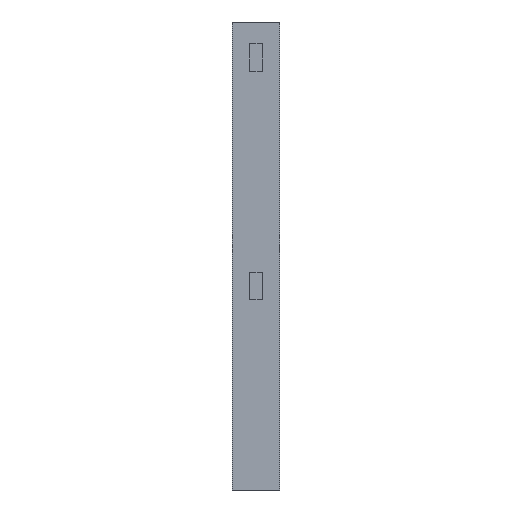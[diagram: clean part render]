
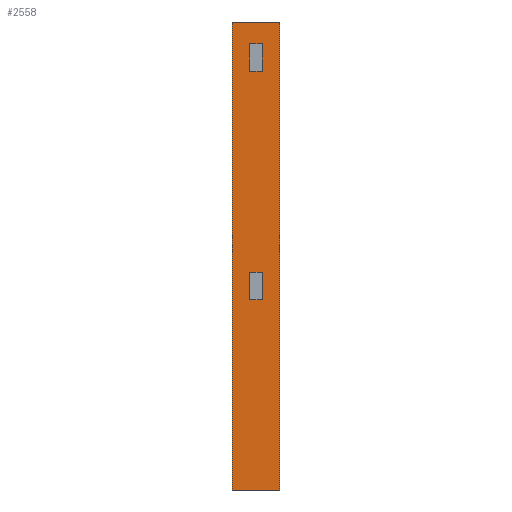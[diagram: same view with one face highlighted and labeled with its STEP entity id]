
A CAD part, left-side view. The second image highlights one B-rep face of the part: STEP entity #2558.
In plain terms, the highlighted planar face has unit normal (-1, 0, 0).
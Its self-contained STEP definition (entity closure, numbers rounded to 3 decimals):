
#28 = DIRECTION ( 'NONE',  ( 0., 0., 1. ) ) ;
#38 = ORIENTED_EDGE ( 'NONE', *, *, #845, .T. ) ;
#40 = DIRECTION ( 'NONE',  ( 0., 0., 1. ) ) ;
#73 = VECTOR ( 'NONE', #878, 1000. ) ;
#84 = LINE ( 'NONE', #1859, #73 ) ;
#97 = DIRECTION ( 'NONE',  ( 0., 0., 1. ) ) ;
#106 = FACE_BOUND ( 'NONE', #1757, .T. ) ;
#144 = LINE ( 'NONE', #1742, #1613 ) ;
#154 = CARTESIAN_POINT ( 'NONE',  ( -45., -1.3, 40.45 ) ) ;
#228 = LINE ( 'NONE', #477, #2516 ) ;
#249 = VECTOR ( 'NONE', #2204, 1000. ) ;
#276 = CARTESIAN_POINT ( 'NONE',  ( -45., 5., 45. ) ) ;
#286 = VERTEX_POINT ( 'NONE', #287 ) ;
#287 = CARTESIAN_POINT ( 'NONE',  ( -45., 1.3, 34.55 ) ) ;
#378 = VECTOR ( 'NONE', #1517, 1000. ) ;
#437 = CARTESIAN_POINT ( 'NONE',  ( -45., 1.3, -7.886 ) ) ;
#453 = VERTEX_POINT ( 'NONE', #2528 ) ;
#476 = LINE ( 'NONE', #2433, #956 ) ;
#477 = CARTESIAN_POINT ( 'NONE',  ( -45., -1.3, -13.786 ) ) ;
#532 = ORIENTED_EDGE ( 'NONE', *, *, #2008, .F. ) ;
#548 = LINE ( 'NONE', #1971, #1578 ) ;
#562 = EDGE_CURVE ( 'NONE', #286, #1690, #2203, .T. ) ;
#621 = CARTESIAN_POINT ( 'NONE',  ( -45., 1.3, 40.45 ) ) ;
#632 = AXIS2_PLACEMENT_3D ( 'NONE', #1288, #1329, #1303 ) ;
#634 = ORIENTED_EDGE ( 'NONE', *, *, #1632, .F. ) ;
#694 = EDGE_CURVE ( 'NONE', #1690, #1141, #84, .T. ) ;
#789 = EDGE_CURVE ( 'NONE', #2409, #286, #548, .T. ) ;
#809 = LINE ( 'NONE', #2190, #2331 ) ;
#815 = CARTESIAN_POINT ( 'NONE',  ( -45., -5., 45. ) ) ;
#829 = EDGE_CURVE ( 'NONE', #453, #1023, #144, .T. ) ;
#833 = LINE ( 'NONE', #1264, #1667 ) ;
#836 = EDGE_LOOP ( 'NONE', ( #2340, #895, #532, #634 ) ) ;
#845 = EDGE_CURVE ( 'NONE', #1141, #2409, #2333, .T. ) ;
#878 = DIRECTION ( 'NONE',  ( 0., -1., 0. ) ) ;
#885 = CARTESIAN_POINT ( 'NONE',  ( -45., -5., -54. ) ) ;
#895 = ORIENTED_EDGE ( 'NONE', *, *, #1964, .F. ) ;
#932 = ORIENTED_EDGE ( 'NONE', *, *, #694, .T. ) ;
#934 = EDGE_CURVE ( 'NONE', #2523, #1469, #809, .T. ) ;
#956 = VECTOR ( 'NONE', #97, 1000. ) ;
#1017 = DIRECTION ( 'NONE',  ( 0., 1., 0. ) ) ;
#1021 = DIRECTION ( 'NONE',  ( 0., -1., 0. ) ) ;
#1023 = VERTEX_POINT ( 'NONE', #1411 ) ;
#1099 = CARTESIAN_POINT ( 'NONE',  ( -45., -1.3, -7.886 ) ) ;
#1119 = CARTESIAN_POINT ( 'NONE',  ( -45., 5., -54. ) ) ;
#1141 = VERTEX_POINT ( 'NONE', #1473 ) ;
#1142 = DIRECTION ( 'NONE',  ( 0., 1., 0. ) ) ;
#1143 = EDGE_CURVE ( 'NONE', #1469, #2398, #476, .T. ) ;
#1189 = ORIENTED_EDGE ( 'NONE', *, *, #934, .F. ) ;
#1213 = CARTESIAN_POINT ( 'NONE',  ( -45., -1.3, 34.55 ) ) ;
#1224 = LINE ( 'NONE', #437, #1337 ) ;
#1257 = VERTEX_POINT ( 'NONE', #1099 ) ;
#1264 = CARTESIAN_POINT ( 'NONE',  ( -45., -5., -70. ) ) ;
#1288 = CARTESIAN_POINT ( 'NONE',  ( -45., 5., -70. ) ) ;
#1303 = DIRECTION ( 'NONE',  ( 0., 0., -1. ) ) ;
#1321 = DIRECTION ( 'NONE',  ( 0., 0., -1. ) ) ;
#1326 = VECTOR ( 'NONE', #1414, 1000. ) ;
#1329 = DIRECTION ( 'NONE',  ( 1., 0., 0. ) ) ;
#1337 = VECTOR ( 'NONE', #1631, 1000. ) ;
#1354 = ORIENTED_EDGE ( 'NONE', *, *, #562, .T. ) ;
#1392 = CARTESIAN_POINT ( 'NONE',  ( -45., 1.3, -13.786 ) ) ;
#1411 = CARTESIAN_POINT ( 'NONE',  ( -45., 1.3, -13.786 ) ) ;
#1414 = DIRECTION ( 'NONE',  ( 0., 0., 1. ) ) ;
#1469 = VERTEX_POINT ( 'NONE', #1119 ) ;
#1473 = CARTESIAN_POINT ( 'NONE',  ( -45., -1.3, 40.45 ) ) ;
#1500 = CARTESIAN_POINT ( 'NONE',  ( -45., -1.3, -13.786 ) ) ;
#1517 = DIRECTION ( 'NONE',  ( 0., 0., -1. ) ) ;
#1578 = VECTOR ( 'NONE', #1142, 1000. ) ;
#1594 = EDGE_LOOP ( 'NONE', ( #1189, #1738, #2145, #1882 ) ) ;
#1613 = VECTOR ( 'NONE', #1321, 1000. ) ;
#1631 = DIRECTION ( 'NONE',  ( 0., 1., 0. ) ) ;
#1632 = EDGE_CURVE ( 'NONE', #1023, #2248, #1763, .T. ) ;
#1667 = VECTOR ( 'NONE', #28, 1000. ) ;
#1690 = VERTEX_POINT ( 'NONE', #1987 ) ;
#1738 = ORIENTED_EDGE ( 'NONE', *, *, #2019, .T. ) ;
#1742 = CARTESIAN_POINT ( 'NONE',  ( -45., 1.3, -13.786 ) ) ;
#1757 = EDGE_LOOP ( 'NONE', ( #2317, #1354, #932, #38 ) ) ;
#1763 = LINE ( 'NONE', #1392, #249 ) ;
#1810 = EDGE_CURVE ( 'NONE', #2398, #2432, #2464, .T. ) ;
#1848 = CARTESIAN_POINT ( 'NONE',  ( -45., 5., 45. ) ) ;
#1859 = CARTESIAN_POINT ( 'NONE',  ( -45., 1.3, 40.45 ) ) ;
#1882 = ORIENTED_EDGE ( 'NONE', *, *, #1143, .F. ) ;
#1925 = FACE_BOUND ( 'NONE', #836, .T. ) ;
#1964 = EDGE_CURVE ( 'NONE', #1257, #453, #1224, .T. ) ;
#1969 = VECTOR ( 'NONE', #1021, 1000. ) ;
#1971 = CARTESIAN_POINT ( 'NONE',  ( -45., 1.3, 34.55 ) ) ;
#1987 = CARTESIAN_POINT ( 'NONE',  ( -45., 1.3, 40.45 ) ) ;
#2008 = EDGE_CURVE ( 'NONE', #2248, #1257, #228, .T. ) ;
#2019 = EDGE_CURVE ( 'NONE', #2523, #2432, #833, .T. ) ;
#2118 = FACE_OUTER_BOUND ( 'NONE', #1594, .T. ) ;
#2145 = ORIENTED_EDGE ( 'NONE', *, *, #1810, .F. ) ;
#2190 = CARTESIAN_POINT ( 'NONE',  ( -45., -5., -54. ) ) ;
#2203 = LINE ( 'NONE', #621, #1326 ) ;
#2204 = DIRECTION ( 'NONE',  ( 0., -1., 0. ) ) ;
#2248 = VERTEX_POINT ( 'NONE', #1500 ) ;
#2317 = ORIENTED_EDGE ( 'NONE', *, *, #789, .T. ) ;
#2331 = VECTOR ( 'NONE', #1017, 1000. ) ;
#2333 = LINE ( 'NONE', #154, #378 ) ;
#2340 = ORIENTED_EDGE ( 'NONE', *, *, #829, .F. ) ;
#2398 = VERTEX_POINT ( 'NONE', #276 ) ;
#2409 = VERTEX_POINT ( 'NONE', #1213 ) ;
#2432 = VERTEX_POINT ( 'NONE', #815 ) ;
#2433 = CARTESIAN_POINT ( 'NONE',  ( -45., 5., -70. ) ) ;
#2464 = LINE ( 'NONE', #1848, #1969 ) ;
#2516 = VECTOR ( 'NONE', #40, 1000. ) ;
#2523 = VERTEX_POINT ( 'NONE', #885 ) ;
#2528 = CARTESIAN_POINT ( 'NONE',  ( -45., 1.3, -7.886 ) ) ;
#2532 = PLANE ( 'NONE',  #632 ) ;
#2558 = ADVANCED_FACE ( 'NONE', ( #106, #1925, #2118 ), #2532, .F. ) ;
